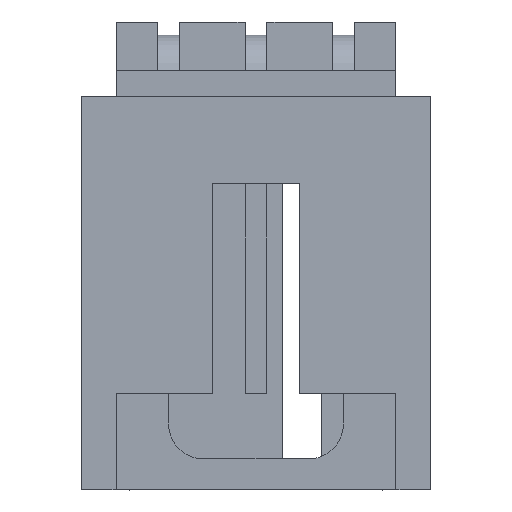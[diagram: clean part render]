
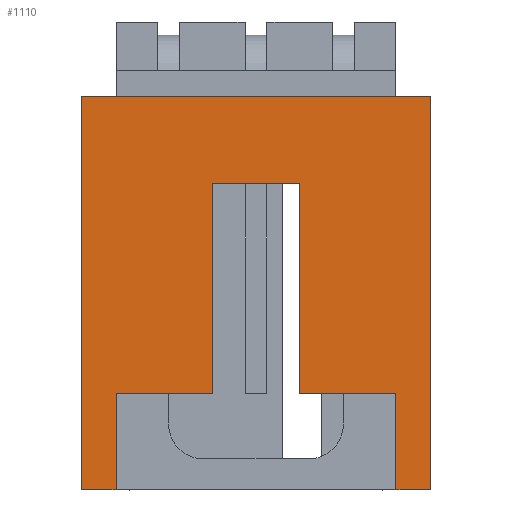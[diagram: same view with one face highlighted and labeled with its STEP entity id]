
A CAD part, top view. The second image highlights one B-rep face of the part: STEP entity #1110.
In plain terms, the highlighted planar face has unit normal (0, 0, 1).
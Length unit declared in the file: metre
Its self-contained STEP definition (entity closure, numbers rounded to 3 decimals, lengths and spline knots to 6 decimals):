
#494 = EDGE_CURVE( '', #1389, #1390, #1391, .T. );
#496 = EDGE_CURVE( '', #1393, #1394, #1395, .T. );
#600 = EDGE_CURVE( '', #1574, #1575, #1576, .T. );
#620 = EDGE_CURVE( '', #1394, #1561, #1602, .T. );
#676 = EDGE_CURVE( '', #1686, #1660, #1687, .T. );
#726 = EDGE_CURVE( '', #1686, #1393, #1759, .T. );
#770 = EDGE_CURVE( '', #1824, #1561, #1825, .T. );
#896 = EDGE_CURVE( '', #1574, #1987, #1988, .T. );
#1004 = EDGE_CURVE( '', #1449, #1390, #2124, .T. );
#1022 = EDGE_CURVE( '', #2148, #1660, #2149, .T. );
#1110 = ADVANCED_FACE( '', ( #2250 ), #2251, .T. );
#1142 = EDGE_CURVE( '', #1389, #1548, #2287, .T. );
#1220 = EDGE_CURVE( '', #1575, #2148, #2378, .T. );
#1248 = EDGE_CURVE( '', #1987, #1449, #2409, .T. );
#1268 = EDGE_CURVE( '', #1824, #1548, #2430, .T. );
#1389 = VERTEX_POINT( '', #2578 );
#1390 = VERTEX_POINT( '', #2579 );
#1391 = LINE( '', #2580, #2581 );
#1393 = VERTEX_POINT( '', #2584 );
#1394 = VERTEX_POINT( '', #2585 );
#1395 = LINE( '', #2586, #2587 );
#1449 = VERTEX_POINT( '', #2664 );
#1548 = VERTEX_POINT( '', #2801 );
#1561 = VERTEX_POINT( '', #2818 );
#1574 = VERTEX_POINT( '', #2839 );
#1575 = VERTEX_POINT( '', #2840 );
#1576 = LINE( '', #2841, #2842 );
#1602 = LINE( '', #2883, #2884 );
#1660 = VERTEX_POINT( '', #2965 );
#1686 = VERTEX_POINT( '', #3007 );
#1687 = LINE( '', #3008, #3009 );
#1759 = LINE( '', #3118, #3119 );
#1824 = VERTEX_POINT( '', #3214 );
#1825 = LINE( '', #3215, #3216 );
#1987 = VERTEX_POINT( '', #3461 );
#1988 = LINE( '', #3462, #3463 );
#2124 = LINE( '', #3677, #3678 );
#2148 = VERTEX_POINT( '', #3717 );
#2149 = LINE( '', #3718, #3719 );
#2250 = FACE_OUTER_BOUND( '', #3882, .T. );
#2251 = PLANE( '', #3883 );
#2287 = LINE( '', #3943, #3944 );
#2378 = LINE( '', #4085, #4086 );
#2409 = LINE( '', #4138, #4139 );
#2430 = LINE( '', #4177, #4178 );
#2578 = CARTESIAN_POINT( '', ( 0.00127, -0.004013, 0.005461 ) );
#2579 = CARTESIAN_POINT( '', ( 0.00127, 0.002083, 0.005461 ) );
#2580 = CARTESIAN_POINT( '', ( 0.00127, -0.004013, 0.005461 ) );
#2581 = VECTOR( '', #4301, 1. );
#2584 = CARTESIAN_POINT( '', ( 0.00508, 0.004623, 0.005461 ) );
#2585 = CARTESIAN_POINT( '', ( 0.00508, -0.006807, 0.005461 ) );
#2586 = CARTESIAN_POINT( '', ( 0.00508, 0.004623, 0.005461 ) );
#2587 = VECTOR( '', #4302, 1. );
#2664 = CARTESIAN_POINT( '', ( -0.00127, 0.002083, 0.005461 ) );
#2801 = CARTESIAN_POINT( '', ( 0.003048, -0.004013, 0.005461 ) );
#2818 = CARTESIAN_POINT( '', ( 0.004064, -0.006807, 0.005461 ) );
#2839 = CARTESIAN_POINT( '', ( -0.003048, -0.004013, 0.005461 ) );
#2840 = CARTESIAN_POINT( '', ( -0.004064, -0.004013, 0.005461 ) );
#2841 = CARTESIAN_POINT( '', ( -0.003048, -0.004013, 0.005461 ) );
#2842 = VECTOR( '', #4462, 1. );
#2883 = CARTESIAN_POINT( '', ( 0.00508, -0.006807, 0.005461 ) );
#2884 = VECTOR( '', #4488, 1. );
#2965 = CARTESIAN_POINT( '', ( -0.00508, -0.006807, 0.005461 ) );
#3007 = CARTESIAN_POINT( '', ( -0.00508, 0.004623, 0.005461 ) );
#3008 = CARTESIAN_POINT( '', ( -0.00508, 0.004623, 0.005461 ) );
#3009 = VECTOR( '', #4579, 1. );
#3118 = CARTESIAN_POINT( '', ( -0.00508, 0.004623, 0.005461 ) );
#3119 = VECTOR( '', #4647, 1. );
#3214 = CARTESIAN_POINT( '', ( 0.004064, -0.004013, 0.005461 ) );
#3215 = CARTESIAN_POINT( '', ( 0.004064, -0.004013, 0.005461 ) );
#3216 = VECTOR( '', #4735, 1. );
#3461 = CARTESIAN_POINT( '', ( -0.00127, -0.004013, 0.005461 ) );
#3462 = CARTESIAN_POINT( '', ( -0.003048, -0.004013, 0.005461 ) );
#3463 = VECTOR( '', #4942, 1. );
#3677 = CARTESIAN_POINT( '', ( -0.00127, 0.002083, 0.005461 ) );
#3678 = VECTOR( '', #5099, 1. );
#3717 = CARTESIAN_POINT( '', ( -0.004064, -0.006807, 0.005461 ) );
#3718 = CARTESIAN_POINT( '', ( -0.004064, -0.006807, 0.005461 ) );
#3719 = VECTOR( '', #5115, 1. );
#3882 = EDGE_LOOP( '', ( #5271, #5272, #5273, #5274, #5275, #5276, #5277, #5278, #5279, #5280, #5281, #5282, #5283, #5284 ) );
#3883 = AXIS2_PLACEMENT_3D( '', #5285, #5286, #5287 );
#3943 = CARTESIAN_POINT( '', ( 0.00127, -0.004013, 0.005461 ) );
#3944 = VECTOR( '', #5352, 1. );
#4085 = CARTESIAN_POINT( '', ( -0.004064, -0.004013, 0.005461 ) );
#4086 = VECTOR( '', #5497, 1. );
#4138 = CARTESIAN_POINT( '', ( -0.00127, -0.004013, 0.005461 ) );
#4139 = VECTOR( '', #5536, 1. );
#4177 = CARTESIAN_POINT( '', ( 0.004064, -0.004013, 0.005461 ) );
#4178 = VECTOR( '', #5553, 1. );
#4301 = DIRECTION( '', ( 0., 1., 0. ) );
#4302 = DIRECTION( '', ( 0., -1., 0. ) );
#4462 = DIRECTION( '', ( -1., 0., 0. ) );
#4488 = DIRECTION( '', ( -1., 0., 0. ) );
#4579 = DIRECTION( '', ( 0., -1., 0. ) );
#4647 = DIRECTION( '', ( 1., 0., 0. ) );
#4735 = DIRECTION( '', ( 0., -1., 0. ) );
#4942 = DIRECTION( '', ( 1., 0., 0. ) );
#5099 = DIRECTION( '', ( 1., 0., 0. ) );
#5115 = DIRECTION( '', ( -1., 0., 0. ) );
#5271 = ORIENTED_EDGE( '', *, *, #494, .F. );
#5272 = ORIENTED_EDGE( '', *, *, #1142, .T. );
#5273 = ORIENTED_EDGE( '', *, *, #1268, .F. );
#5274 = ORIENTED_EDGE( '', *, *, #770, .T. );
#5275 = ORIENTED_EDGE( '', *, *, #620, .F. );
#5276 = ORIENTED_EDGE( '', *, *, #496, .F. );
#5277 = ORIENTED_EDGE( '', *, *, #726, .F. );
#5278 = ORIENTED_EDGE( '', *, *, #676, .T. );
#5279 = ORIENTED_EDGE( '', *, *, #1022, .F. );
#5280 = ORIENTED_EDGE( '', *, *, #1220, .F. );
#5281 = ORIENTED_EDGE( '', *, *, #600, .F. );
#5282 = ORIENTED_EDGE( '', *, *, #896, .T. );
#5283 = ORIENTED_EDGE( '', *, *, #1248, .T. );
#5284 = ORIENTED_EDGE( '', *, *, #1004, .T. );
#5285 = CARTESIAN_POINT( '', ( 0.00508, 0.004623, 0.005461 ) );
#5286 = DIRECTION( '', ( 0., 0., 1. ) );
#5287 = DIRECTION( '', ( 1., 0., 0. ) );
#5352 = DIRECTION( '', ( 1., 0., 0. ) );
#5497 = DIRECTION( '', ( 0., -1., 0. ) );
#5536 = DIRECTION( '', ( 0., 1., 0. ) );
#5553 = DIRECTION( '', ( -1., 0., 0. ) );
